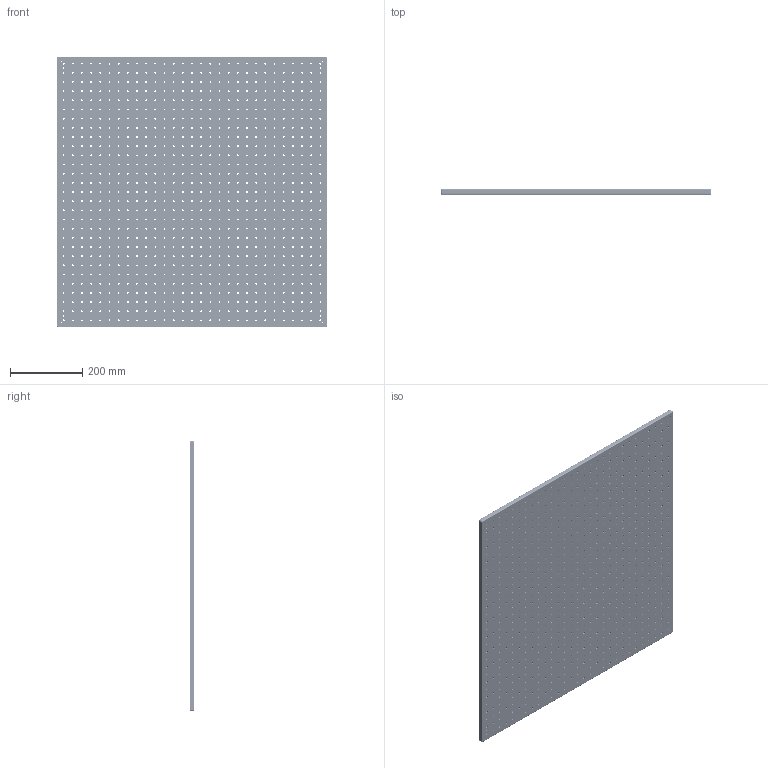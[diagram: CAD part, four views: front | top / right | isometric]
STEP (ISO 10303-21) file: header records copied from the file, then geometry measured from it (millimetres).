
FILE_DESCRIPTION (( 'STEP AP203' ), '1' );
FILE_NAME ('BR7575-1.STEP', '2021-12-22T04:10:37', ( '' ), ( '' ), 'SwSTEP 2.0', 'SolidWorks 2021', '' );
FILE_SCHEMA (( 'CONFIG_CONTROL_DESIGN' ));
Length unit declared in the file: millimetre
Products named in the file (1): BR7575-1
Bounding box: 750 x 13 x 750 mm (x, y, z)
Volume: 7081356.2 mm3; surface area: 1300919.3 mm2
Topology: 1 solids, 1 shells, 1736 faces, 5174 edges, 3444 vertices
Faces by surface type: cylinder 1718, plane 10, torus 8
Entity records: 63927 total; most frequent: DIRECTION 12092, CARTESIAN_POINT 10355, ORIENTED_EDGE 10348, AXIS2_PLACEMENT_3D 5181, EDGE_CURVE 5174, VERTEX_POINT 3444, CIRCLE 3444, EDGE_LOOP 3438
